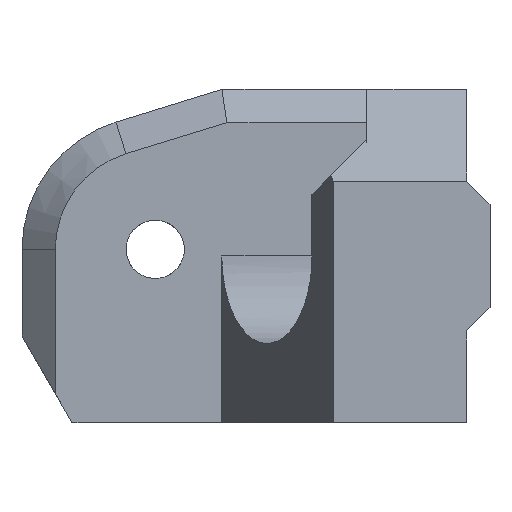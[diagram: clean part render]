
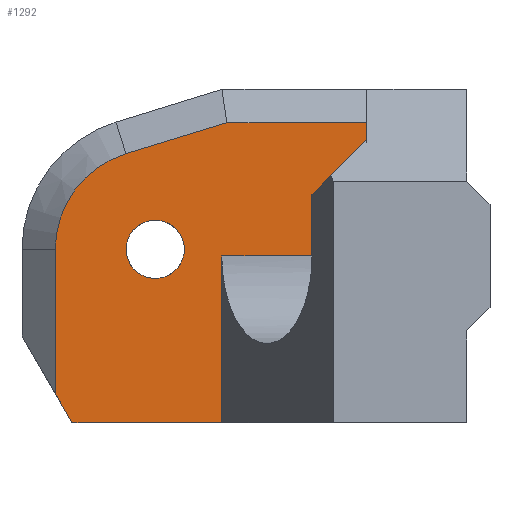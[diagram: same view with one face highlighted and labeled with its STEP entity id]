
A CAD part, front view. The second image highlights one B-rep face of the part: STEP entity #1292.
In plain terms, the highlighted planar face has unit normal (0, -1, 0).
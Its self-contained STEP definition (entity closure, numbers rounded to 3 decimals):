
#16=FACE_BOUND('',#149,.T.);
#38=CIRCLE('',#1385,6.);
#39=CIRCLE('',#1388,1.75);
#40=CIRCLE('',#1389,1.75);
#77=FACE_OUTER_BOUND('',#148,.T.);
#148=EDGE_LOOP('',(#950,#951,#952,#953,#954,#955,#956,#957,#958));
#149=EDGE_LOOP('',(#959,#960));
#243=LINE('',#1881,#407);
#273=LINE('',#1947,#437);
#277=LINE('',#1955,#441);
#282=LINE('',#1967,#446);
#283=LINE('',#1970,#447);
#284=LINE('',#1971,#448);
#285=LINE('',#1973,#449);
#286=LINE('',#1974,#450);
#407=VECTOR('',#1507,10.);
#437=VECTOR('',#1563,10.);
#441=VECTOR('',#1569,10.);
#446=VECTOR('',#1582,10.);
#447=VECTOR('',#1585,10.);
#448=VECTOR('',#1586,10.);
#449=VECTOR('',#1587,10.);
#450=VECTOR('',#1588,10.);
#568=VERTEX_POINT('',#1878);
#569=VERTEX_POINT('',#1880);
#591=VERTEX_POINT('',#1945);
#592=VERTEX_POINT('',#1946);
#594=VERTEX_POINT('',#1952);
#595=VERTEX_POINT('',#1954);
#597=VERTEX_POINT('',#1960);
#599=VERTEX_POINT('',#1969);
#600=VERTEX_POINT('',#1972);
#601=VERTEX_POINT('',#1975);
#602=VERTEX_POINT('',#1976);
#694=EDGE_CURVE('',#569,#568,#243,.T.);
#727=EDGE_CURVE('',#591,#592,#273,.T.);
#731=EDGE_CURVE('',#594,#595,#277,.T.);
#736=EDGE_CURVE('',#595,#597,#38,.T.);
#738=EDGE_CURVE('',#597,#591,#282,.T.);
#739=EDGE_CURVE('',#599,#594,#283,.T.);
#740=EDGE_CURVE('',#569,#599,#284,.T.);
#741=EDGE_CURVE('',#600,#568,#285,.T.);
#742=EDGE_CURVE('',#600,#592,#286,.T.);
#743=EDGE_CURVE('',#601,#602,#39,.T.);
#744=EDGE_CURVE('',#602,#601,#40,.T.);
#950=ORIENTED_EDGE('',*,*,#727,.F.);
#951=ORIENTED_EDGE('',*,*,#738,.F.);
#952=ORIENTED_EDGE('',*,*,#736,.F.);
#953=ORIENTED_EDGE('',*,*,#731,.F.);
#954=ORIENTED_EDGE('',*,*,#739,.F.);
#955=ORIENTED_EDGE('',*,*,#740,.F.);
#956=ORIENTED_EDGE('',*,*,#694,.T.);
#957=ORIENTED_EDGE('',*,*,#741,.F.);
#958=ORIENTED_EDGE('',*,*,#742,.T.);
#959=ORIENTED_EDGE('',*,*,#743,.F.);
#960=ORIENTED_EDGE('',*,*,#744,.F.);
#1229=PLANE('',#1387);
#1292=ADVANCED_FACE('',(#77,#16),#1229,.F.);
#1385=AXIS2_PLACEMENT_3D('',#1964,#1577,#1578);
#1387=AXIS2_PLACEMENT_3D('',#1968,#1583,#1584);
#1388=AXIS2_PLACEMENT_3D('',#1977,#1589,#1590);
#1389=AXIS2_PLACEMENT_3D('',#1978,#1591,#1592);
#1507=DIRECTION('',(0.,0.,1.));
#1563=DIRECTION('',(1.,0.,0.));
#1569=DIRECTION('',(0.,0.,1.));
#1577=DIRECTION('center_axis',(0.,1.,0.));
#1578=DIRECTION('ref_axis',(-1.,0.,0.));
#1582=DIRECTION('',(0.956,0.,0.294));
#1583=DIRECTION('center_axis',(0.,1.,0.));
#1584=DIRECTION('ref_axis',(1.,0.,0.));
#1585=DIRECTION('',(-0.5,0.,0.866));
#1586=DIRECTION('',(-1.,0.,0.));
#1587=DIRECTION('',(-1.,0.,0.));
#1588=DIRECTION('',(0.,0.,1.));
#1589=DIRECTION('center_axis',(0.,-1.,0.));
#1590=DIRECTION('ref_axis',(1.,0.,0.));
#1591=DIRECTION('center_axis',(0.,-1.,0.));
#1592=DIRECTION('ref_axis',(1.,0.,0.));
#1878=CARTESIAN_POINT('',(4.,0.,-0.4));
#1880=CARTESIAN_POINT('',(4.,0.,-10.4));
#1881=CARTESIAN_POINT('',(4.,0.,-5.4));
#1945=CARTESIAN_POINT('',(4.301,0.,7.6));
#1946=CARTESIAN_POINT('',(12.7,0.,7.6));
#1947=CARTESIAN_POINT('',(4.675,0.,7.6));
#1952=CARTESIAN_POINT('',(-6.,0.,-8.668));
#1954=CARTESIAN_POINT('',(-6.,0.,0.));
#1955=CARTESIAN_POINT('',(-6.,0.,-2.802));
#1960=CARTESIAN_POINT('',(-1.764,0.,5.735));
#1964=CARTESIAN_POINT('Origin',(0.,0.,0.));
#1967=CARTESIAN_POINT('',(0.624,0.,6.469));
#1968=CARTESIAN_POINT('Origin',(5.35,0.,-0.4));
#1969=CARTESIAN_POINT('',(-5.,0.,-10.4));
#1970=CARTESIAN_POINT('',(-5.,0.,-10.4));
#1971=CARTESIAN_POINT('',(18.7,0.,-10.4));
#1972=CARTESIAN_POINT('',(12.7,0.,-0.4));
#1973=CARTESIAN_POINT('',(12.7,0.,-0.4));
#1974=CARTESIAN_POINT('',(12.7,0.,-10.4));
#1975=CARTESIAN_POINT('',(-1.704,0.,-0.4));
#1976=CARTESIAN_POINT('',(-1.75,0.,0.));
#1977=CARTESIAN_POINT('Origin',(0.,0.,0.));
#1978=CARTESIAN_POINT('Origin',(0.,0.,0.));
